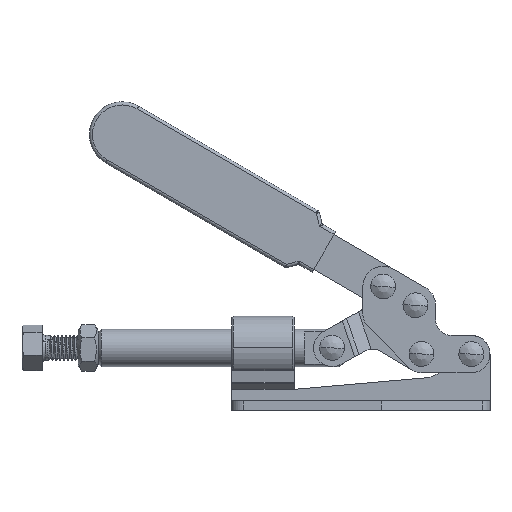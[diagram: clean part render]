
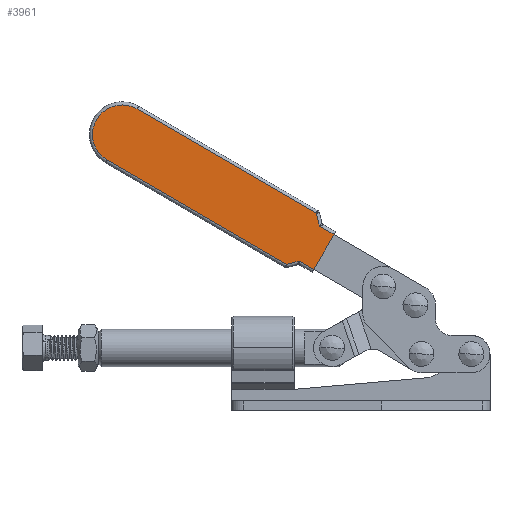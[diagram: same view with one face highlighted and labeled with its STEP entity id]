
A CAD part, front view. The second image highlights one B-rep face of the part: STEP entity #3961.
In plain terms, the highlighted face is planar.
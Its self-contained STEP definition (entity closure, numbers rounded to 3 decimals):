
#315 = CARTESIAN_POINT ( 'NONE',  ( 0., -6.5, 0. ) ) ;
#648 = DIRECTION ( 'NONE',  ( 0., 0., 1. ) ) ;
#1374 = VECTOR ( 'NONE', #24653, 1000. ) ;
#2755 = VECTOR ( 'NONE', #18146, 1000. ) ;
#3129 = EDGE_CURVE ( 'NONE', #14927, #8660, #18565, .T. ) ;
#3220 = CARTESIAN_POINT ( 'NONE',  ( 0., -9.5, 0. ) ) ;
#3342 = EDGE_CURVE ( 'NONE', #5284, #29234, #29600, .T. ) ;
#3800 = LINE ( 'NONE', #37398, #34393 ) ;
#3961 = ADVANCED_FACE ( 'NONE', ( #33270 ), #15483, .F. ) ;
#5284 = VERTEX_POINT ( 'NONE', #10017 ) ;
#5645 = ORIENTED_EDGE ( 'NONE', *, *, #31373, .T. ) ;
#6435 = DIRECTION ( 'NONE',  ( 1., 0., 0. ) ) ;
#7435 = CARTESIAN_POINT ( 'NONE',  ( 75., 6.5, 0. ) ) ;
#7594 = CARTESIAN_POINT ( 'NONE',  ( 0., 0., 0. ) ) ;
#7907 = EDGE_CURVE ( 'NONE', #14927, #29234, #32749, .T. ) ;
#8392 = LINE ( 'NONE', #25637, #1374 ) ;
#8660 = VERTEX_POINT ( 'NONE', #32622 ) ;
#9251 = CARTESIAN_POINT ( 'NONE',  ( 75., -6.5, 0. ) ) ;
#9529 = VERTEX_POINT ( 'NONE', #31543 ) ;
#10017 = CARTESIAN_POINT ( 'NONE',  ( 69.586, 6.5, 0. ) ) ;
#10479 = EDGE_CURVE ( 'NONE', #8660, #23483, #26661, .T. ) ;
#10526 = DIRECTION ( 'NONE',  ( 1., 0., 0. ) ) ;
#10915 = ORIENTED_EDGE ( 'NONE', *, *, #32724, .T. ) ;
#13174 = AXIS2_PLACEMENT_3D ( 'NONE', #18471, #648, #21439 ) ;
#14211 = CARTESIAN_POINT ( 'NONE',  ( 38.043, -38.043, 0. ) ) ;
#14927 = VERTEX_POINT ( 'NONE', #9251 ) ;
#15256 = EDGE_CURVE ( 'NONE', #31350, #9529, #3800, .T. ) ;
#15341 = AXIS2_PLACEMENT_3D ( 'NONE', #7594, #28229, #10526 ) ;
#15483 = PLANE ( 'NONE',  #13174 ) ;
#15598 = DIRECTION ( 'NONE',  ( -1., 0., 0. ) ) ;
#17815 = ORIENTED_EDGE ( 'NONE', *, *, #3129, .T. ) ;
#18146 = DIRECTION ( 'NONE',  ( -1., 0., 0. ) ) ;
#18343 = DIRECTION ( 'NONE',  ( 0., 1., 0. ) ) ;
#18471 = CARTESIAN_POINT ( 'NONE',  ( 0., 0., 0. ) ) ;
#18565 = LINE ( 'NONE', #315, #2755 ) ;
#19776 = VECTOR ( 'NONE', #26112, 1000. ) ;
#20427 = VECTOR ( 'NONE', #15598, 1000. ) ;
#21439 = DIRECTION ( 'NONE',  ( 1., 0., 0. ) ) ;
#21806 = VECTOR ( 'NONE', #6435, 1000. ) ;
#22223 = CARTESIAN_POINT ( 'NONE',  ( 0., 9.5, 0. ) ) ;
#23409 = EDGE_CURVE ( 'NONE', #9529, #5284, #8392, .T. ) ;
#23483 = VERTEX_POINT ( 'NONE', #30661 ) ;
#24653 = DIRECTION ( 'NONE',  ( 0.707, -0.707, 0. ) ) ;
#25637 = CARTESIAN_POINT ( 'NONE',  ( 38.043, 38.043, 0. ) ) ;
#25878 = VECTOR ( 'NONE', #18343, 1000. ) ;
#26112 = DIRECTION ( 'NONE',  ( -0.707, -0.707, 0. ) ) ;
#26661 = LINE ( 'NONE', #14211, #19776 ) ;
#28229 = DIRECTION ( 'NONE',  ( 0., 0., -1. ) ) ;
#28750 = DIRECTION ( 'NONE',  ( 1., 0., 0. ) ) ;
#28978 = ORIENTED_EDGE ( 'NONE', *, *, #3342, .T. ) ;
#29234 = VERTEX_POINT ( 'NONE', #7435 ) ;
#29600 = LINE ( 'NONE', #35796, #21806 ) ;
#29724 = ORIENTED_EDGE ( 'NONE', *, *, #7907, .F. ) ;
#30273 = CARTESIAN_POINT ( 'NONE',  ( 0., -9.5, 0. ) ) ;
#30661 = CARTESIAN_POINT ( 'NONE',  ( 66.586, -9.5, 0. ) ) ;
#31350 = VERTEX_POINT ( 'NONE', #22223 ) ;
#31373 = EDGE_CURVE ( 'NONE', #35054, #31350, #34765, .T. ) ;
#31543 = CARTESIAN_POINT ( 'NONE',  ( 66.586, 9.5, 0. ) ) ;
#31575 = EDGE_LOOP ( 'NONE', ( #29724, #17815, #36780, #10915, #5645, #36864, #34454, #28978 ) ) ;
#32622 = CARTESIAN_POINT ( 'NONE',  ( 69.586, -6.5, 0. ) ) ;
#32724 = EDGE_CURVE ( 'NONE', #23483, #35054, #35178, .T. ) ;
#32749 = LINE ( 'NONE', #35991, #25878 ) ;
#33270 = FACE_OUTER_BOUND ( 'NONE', #31575, .T. ) ;
#34393 = VECTOR ( 'NONE', #28750, 1000. ) ;
#34454 = ORIENTED_EDGE ( 'NONE', *, *, #23409, .T. ) ;
#34765 = CIRCLE ( 'NONE', #15341, 9.5 ) ;
#35054 = VERTEX_POINT ( 'NONE', #3220 ) ;
#35178 = LINE ( 'NONE', #30273, #20427 ) ;
#35796 = CARTESIAN_POINT ( 'NONE',  ( 0., 6.5, 0. ) ) ;
#35991 = CARTESIAN_POINT ( 'NONE',  ( 75., 7.5, 0. ) ) ;
#36780 = ORIENTED_EDGE ( 'NONE', *, *, #10479, .T. ) ;
#36864 = ORIENTED_EDGE ( 'NONE', *, *, #15256, .T. ) ;
#37398 = CARTESIAN_POINT ( 'NONE',  ( 0., 9.5, 0. ) ) ;
